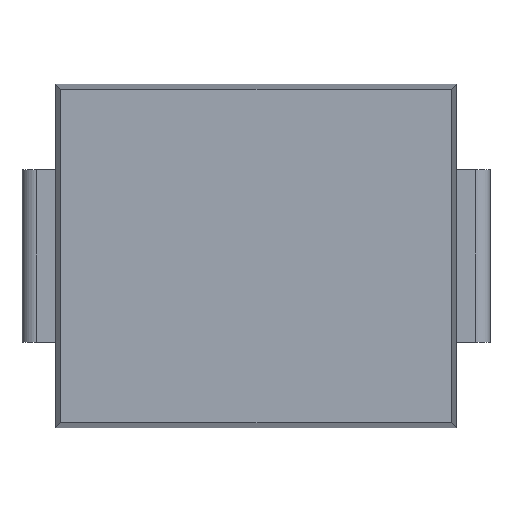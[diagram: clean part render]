
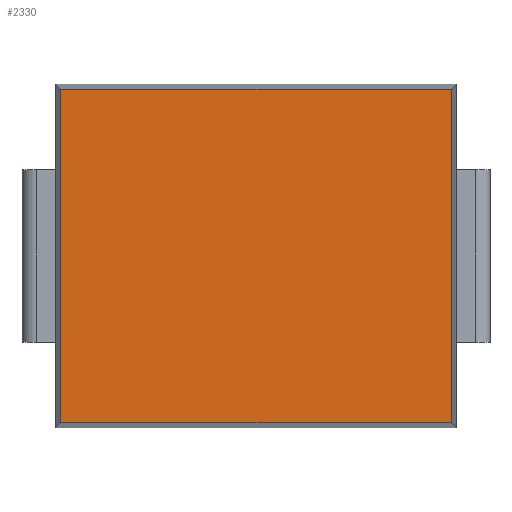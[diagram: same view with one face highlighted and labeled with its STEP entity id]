
A CAD part, top view. The second image highlights one B-rep face of the part: STEP entity #2330.
In plain terms, the highlighted planar face has unit normal (0, 0, 1).
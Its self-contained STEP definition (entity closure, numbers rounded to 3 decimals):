
#198=FACE_OUTER_BOUND('',#335,.T.);
#335=EDGE_LOOP('',(#1556,#1557,#1558,#1559));
#480=LINE('',#3408,#721);
#485=LINE('',#3419,#726);
#491=LINE('',#3429,#732);
#492=LINE('',#3431,#733);
#721=VECTOR('',#2705,1.);
#726=VECTOR('',#2712,1.);
#732=VECTOR('',#2722,1.);
#733=VECTOR('',#2725,1.);
#962=VERTEX_POINT('',#3405);
#963=VERTEX_POINT('',#3407);
#967=VERTEX_POINT('',#3416);
#968=VERTEX_POINT('',#3418);
#1192=EDGE_CURVE('',#963,#962,#480,.T.);
#1197=EDGE_CURVE('',#967,#968,#485,.T.);
#1203=EDGE_CURVE('',#962,#968,#491,.T.);
#1204=EDGE_CURVE('',#963,#967,#492,.T.);
#1556=ORIENTED_EDGE('',*,*,#1204,.F.);
#1557=ORIENTED_EDGE('',*,*,#1192,.T.);
#1558=ORIENTED_EDGE('',*,*,#1203,.T.);
#1559=ORIENTED_EDGE('',*,*,#1197,.F.);
#2241=PLANE('',#2474);
#2330=ADVANCED_FACE('',(#198),#2241,.T.);
#2474=AXIS2_PLACEMENT_3D('',#3430,#2723,#2724);
#2705=DIRECTION('',(-1.,0.,0.));
#2712=DIRECTION('',(-1.,0.,0.));
#2722=DIRECTION('',(0.,-1.,0.));
#2723=DIRECTION('center_axis',(0.,0.,1.));
#2724=DIRECTION('ref_axis',(1.,0.,0.));
#2725=DIRECTION('',(0.,-1.,0.));
#3405=CARTESIAN_POINT('',(32.311,43.848,-577.974));
#3407=CARTESIAN_POINT('',(38.987,43.848,-577.974));
#3408=CARTESIAN_POINT('',(35.649,43.848,-577.974));
#3416=CARTESIAN_POINT('',(38.987,38.143,-577.974));
#3418=CARTESIAN_POINT('',(32.311,38.143,-577.974));
#3419=CARTESIAN_POINT('',(35.649,38.143,-577.974));
#3429=CARTESIAN_POINT('',(32.311,40.996,-577.974));
#3430=CARTESIAN_POINT('Origin',(35.649,40.996,-577.974));
#3431=CARTESIAN_POINT('',(38.987,40.996,-577.974));
